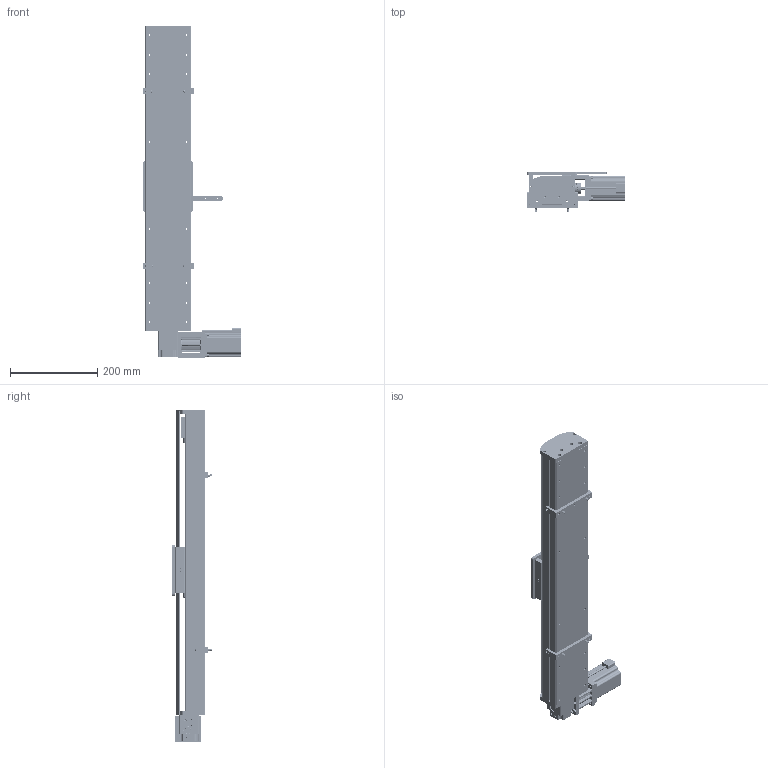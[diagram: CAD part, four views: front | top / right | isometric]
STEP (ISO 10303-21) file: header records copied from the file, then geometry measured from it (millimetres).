
FILE_DESCRIPTION(/* description */ (''),/* implementation_level */ '2;1');
FILE_NAME(/* name */ 'Rail Assembly HD Series 500mm.step',/* time_stamp */ '2025-11-10T12:39:42-08:00',/* author */ (''),/* organization */ (''),/* preprocessor_version */ 'ST-DEVELOPER v20.1',/* originating_system */ 'Autodesk Translation Framework v14.17.0.0',/* authorisation */ '');
FILE_SCHEMA (('AUTOMOTIVE_DESIGN { 1 0 10303 214 3 1 1 }'));
Products named in the file (16): Rail Assembly HD Series 500mm; FW100TBD-500行程单滑块配57电机架J; FW100TBD单滑块500行程底座J; FW100TBD前板右出轴装配体J; FW100TBD单滑块简配体J; FW100TBD后轴承座装配体J; FW100同步轮单出轴J; 40TBD57电机架J; rail_mount; robot_to_rail; drag chain holder; Motor; 91290A144_Alloy Steel Socket Head Screw; 91290A110_Alloy Steel Socket Head Screw; 2464K19_Clamping Precision Flexible Shaft Coupling; 91290A224_Alloy Steel Socket Head Screw
Assembly tree (31 placements, depth 3):
  Rail Assembly HD Series 500mm
    FW100TBD-500行程单滑块配57电机架J
      FW100TBD单滑块500行程底座J
      FW100TBD前板右出轴装配体J
      FW100TBD单滑块简配体J
      FW100TBD后轴承座装配体J
      FW100同步轮单出轴J
      40TBD57电机架J
    rail_mount  x2
    robot_to_rail
    drag chain holder
    Motor
    91290A144_Alloy Steel Socket Head Screw  x4
    91290A224_Alloy Steel Socket Head Screw  x8
    91290A110_Alloy Steel Socket Head Screw  x6
    2464K19_Clamping Precision Flexible Shaft Coupling
Bounding box: 226.9 x 90.1 x 761 mm (x, y, z)
Volume: 2275391.2 mm3; surface area: 848394 mm2
Topology: 50 solids, 54 shells, 2527 faces, 6660 edges, 4311 vertices
Faces by surface type: cylinder 1142, plane 1024, cone 225, bspline 86, torus 40, sphere 10
Full cylindrical faces by diameter (mm): 1.5 x2, 1.6 x1, 2.215 x8, 2.35 x94, 2.5 x8, 2.529 x2, 3 x98, 3.091 x52, 3.2 x2, 3.254 x4, 3.3 x22, 3.332 x2, 3.4 x6, 3.8 x2, 3.961 x88, 4 x60, 4.2 x24, 4.234 x4, 4.5 x8, 4.572 x1, 5 x103, 5.1 x6, 5.4 x3, 5.5 x42, 5.83 x2, 6 x6, 6.5 x6, 6.604 x1, 6.779 x4, 7 x4
Entity records: 75747 total; most frequent: CARTESIAN_POINT 30412, ORIENTED_EDGE 9496, DIRECTION 9067, EDGE_CURVE 4748, AXIS2_PLACEMENT_3D 3148, VERTEX_POINT 3101, LINE 2771, VECTOR 2771
